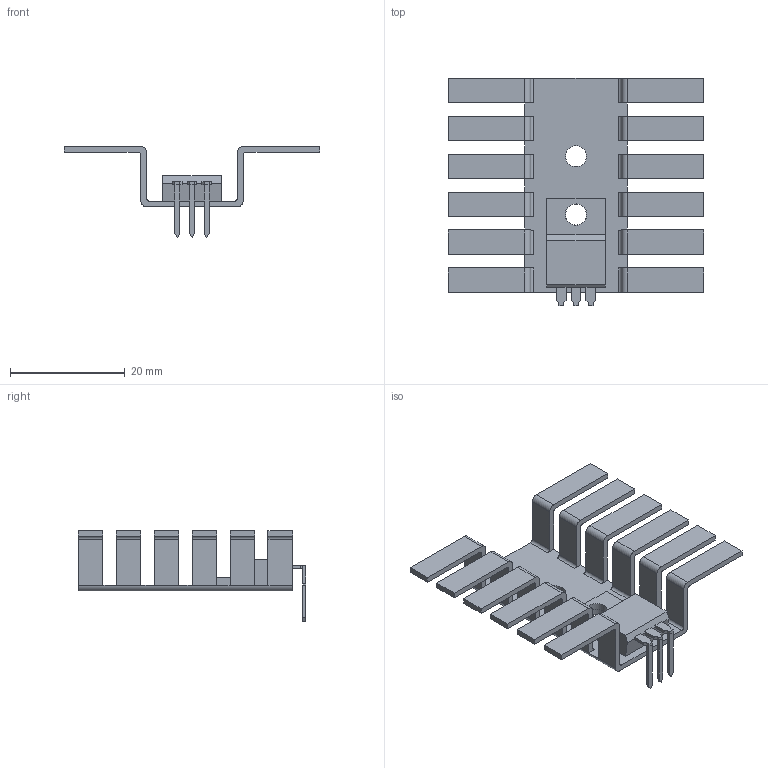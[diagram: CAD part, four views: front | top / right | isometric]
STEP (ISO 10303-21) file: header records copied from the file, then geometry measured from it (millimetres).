
FILE_DESCRIPTION(/* description */ (''),/* implementation_level */ '2;1');
FILE_NAME(/* name */ 'TO-220 Heatsink.step',/* time_stamp */ '2023-06-08T17:28:33+02:00',/* author */ (''),/* organization */ (''),/* preprocessor_version */ 'ST-DEVELOPER v19.2',/* originating_system */ 'Autodesk Translation Framework v12.6.0.85',/* authorisation */ '');
FILE_SCHEMA (('AUTOMOTIVE_DESIGN { 1 0 10303 214 3 1 1 }'));
Length unit declared in the file: millimetre
Products named in the file (3): TO-220 Heatsink; TO220 HeatSink; TO-220-3_Horizontal_TabDown
Assembly tree (2 placements, depth 2):
  TO-220 Heatsink
    TO220 HeatSink
    TO-220-3_Horizontal_TabDown
Bounding box: 44.45 x 39.62 x 15.84 mm (x, y, z)
Volume: 2290.6 mm3; surface area: 4838 mm2
Topology: 2 solids, 2 shells, 194 faces, 538 edges, 348 vertices
Faces by surface type: plane 153, cylinder 41
Full cylindrical faces by diameter (mm): 3.66 x2, 3.735 x1
Entity records: 6296 total; most frequent: CARTESIAN_POINT 1085, ORIENTED_EDGE 1076, DIRECTION 1018, EDGE_CURVE 538, LINE 456, VECTOR 456, VERTEX_POINT 348, AXIS2_PLACEMENT_3D 281
